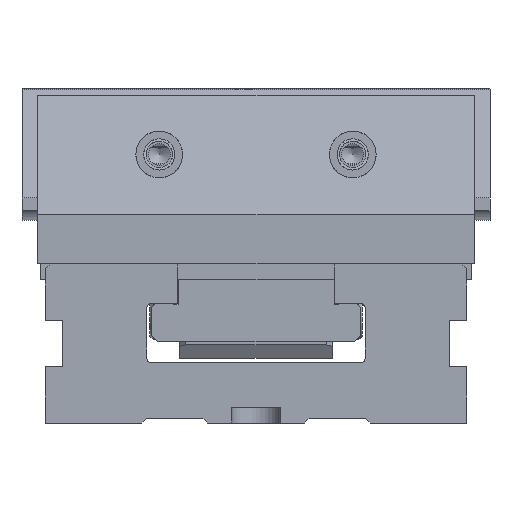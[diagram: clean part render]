
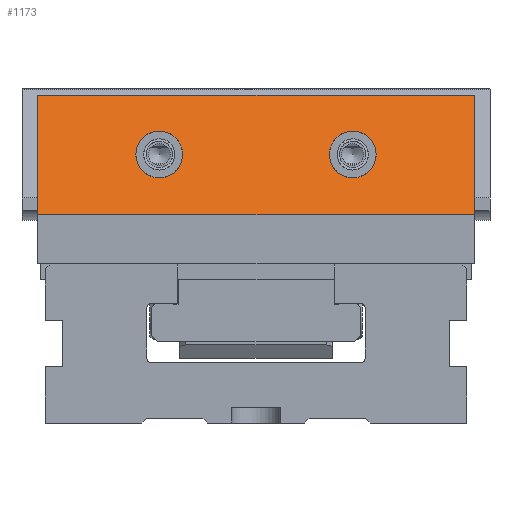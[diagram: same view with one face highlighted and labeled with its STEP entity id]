
A CAD part, left-side view. The second image highlights one B-rep face of the part: STEP entity #1173.
In plain terms, the highlighted planar face has unit normal (-0.924, 0, 0.383).
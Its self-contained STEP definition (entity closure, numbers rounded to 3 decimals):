
#219=ELLIPSE('',#8144,8.118,7.5);
#220=ELLIPSE('',#8150,8.118,7.5);
#629=FACE_BOUND('',#2271,.T.);
#630=FACE_BOUND('',#2272,.T.);
#631=FACE_BOUND('',#2273,.T.);
#1173=ADVANCED_FACE('',(#629,#630,#631),#1546,.F.);
#1546=PLANE('',#8152);
#2271=EDGE_LOOP('',(#3159,#3160,#3161,#3162));
#2272=EDGE_LOOP('',(#3163));
#2273=EDGE_LOOP('',(#3164));
#3159=ORIENTED_EDGE('',*,*,#5695,.F.);
#3160=ORIENTED_EDGE('',*,*,#5685,.F.);
#3161=ORIENTED_EDGE('',*,*,#5708,.F.);
#3162=ORIENTED_EDGE('',*,*,#5714,.F.);
#3163=ORIENTED_EDGE('',*,*,#5733,.T.);
#3164=ORIENTED_EDGE('',*,*,#5736,.F.);
#4897=VERTEX_POINT('',#11642);
#4898=VERTEX_POINT('',#11644);
#4907=VERTEX_POINT('',#11664);
#4916=VERTEX_POINT('',#11686);
#4931=VERTEX_POINT('',#11738);
#4934=VERTEX_POINT('',#11747);
#5685=EDGE_CURVE('',#4897,#4898,#6589,.T.);
#5695=EDGE_CURVE('',#4898,#4907,#6598,.T.);
#5708=EDGE_CURVE('',#4916,#4897,#6610,.T.);
#5714=EDGE_CURVE('',#4907,#4916,#6616,.T.);
#5733=EDGE_CURVE('',#4931,#4931,#219,.T.);
#5736=EDGE_CURVE('',#4934,#4934,#220,.T.);
#6589=LINE('',#11643,#7300);
#6598=LINE('',#11663,#7309);
#6610=LINE('',#11687,#7321);
#6616=LINE('',#11698,#7327);
#7300=VECTOR('',#9104,1.);
#7309=VECTOR('',#9117,1.);
#7321=VECTOR('',#9133,1.);
#7327=VECTOR('',#9143,1.);
#8144=AXIS2_PLACEMENT_3D('',#11737,#9190,#9191);
#8150=AXIS2_PLACEMENT_3D('',#11746,#9202,#9203);
#8152=AXIS2_PLACEMENT_3D('',#11749,#9206,#9207);
#9104=DIRECTION('',(0.,-1.,0.));
#9117=DIRECTION('',(-0.383,0.,-0.924));
#9133=DIRECTION('',(0.383,0.,0.924));
#9143=DIRECTION('',(0.,1.,0.));
#9190=DIRECTION('',(0.924,0.,-0.383));
#9191=DIRECTION('',(0.383,0.,0.924));
#9202=DIRECTION('',(-0.924,0.,0.383));
#9203=DIRECTION('',(0.383,0.,0.924));
#9206=DIRECTION('',(0.924,0.,-0.383));
#9207=DIRECTION('',(-0.383,0.,-0.924));
#11642=CARTESIAN_POINT('',(15.823,137.5,105.4));
#11643=CARTESIAN_POINT('',(15.823,67.5,105.4));
#11644=CARTESIAN_POINT('',(15.823,-2.5,105.4));
#11663=CARTESIAN_POINT('',(8.439,-2.5,87.573));
#11664=CARTESIAN_POINT('',(0.,-2.5,67.2));
#11686=CARTESIAN_POINT('',(0.,137.5,67.2));
#11687=CARTESIAN_POINT('',(8.439,137.5,87.573));
#11698=CARTESIAN_POINT('',(0.,67.5,67.2));
#11737=CARTESIAN_POINT('',(7.994,36.5,86.5));
#11738=CARTESIAN_POINT('',(11.101,36.5,94.));
#11746=CARTESIAN_POINT('',(7.994,98.5,86.5));
#11747=CARTESIAN_POINT('',(11.101,98.5,94.));
#11749=CARTESIAN_POINT('',(0.,67.5,67.2));
